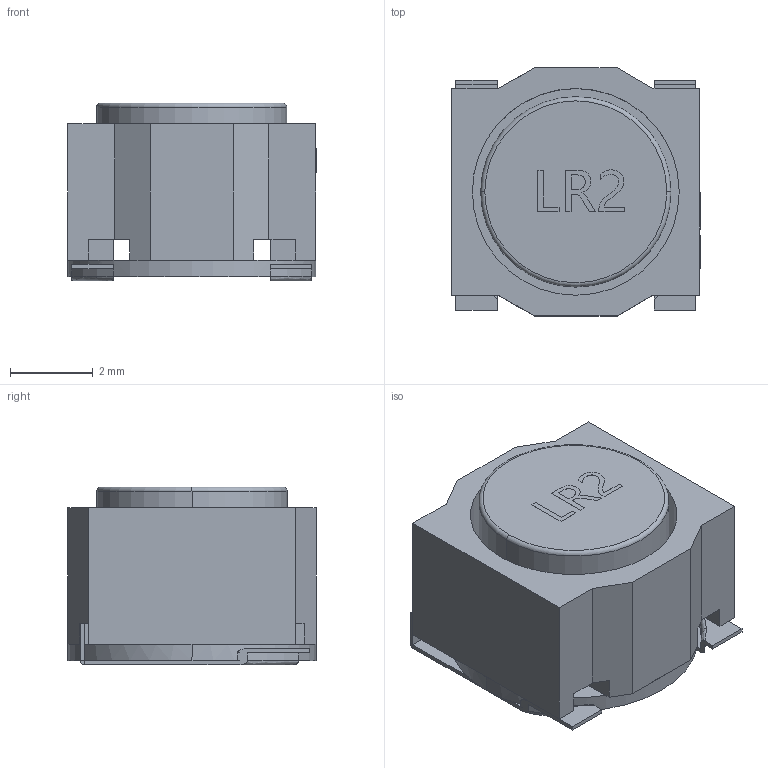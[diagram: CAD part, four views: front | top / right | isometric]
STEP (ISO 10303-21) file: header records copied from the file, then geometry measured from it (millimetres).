
FILE_DESCRIPTION (( 'STEP AP214' ), '1' );
FILE_NAME ('IND-SMD_L6.0-W6.0_CDRH60D43RNP-470MC.step', '2022-07-09T00:40:41', ( '' ), ( '' ), 'SwSTEP 2.0', 'SolidWorks 2020', '' );
FILE_SCHEMA (( 'AUTOMOTIVE_DESIGN' ));
Length unit declared in the file: millimetre
Products named in the file (1): IND-SMD_L6.0-W6.0_CDRH60D43RNP-470MC
Bounding box: 6.01 x 6 x 4.3 mm (x, y, z)
Volume: 118.3 mm3; surface area: 271.2 mm2
Topology: 3 solids, 3 shells, 406 faces, 1084 edges, 712 vertices
Faces by surface type: plane 258, bspline 126, cylinder 12, torus 10
Entity records: 19195 total; most frequent: CARTESIAN_POINT 5449, ORIENTED_EDGE 2168, DIRECTION 1420, EDGE_CURVE 1084, VECTOR 766, LINE 766, VERTEX_POINT 712, EDGE_LOOP 438
